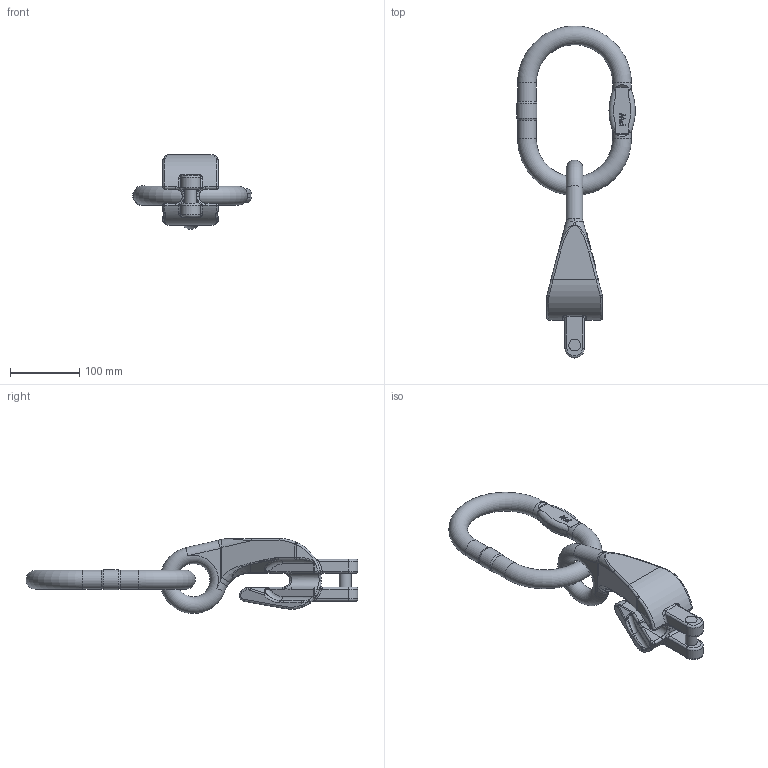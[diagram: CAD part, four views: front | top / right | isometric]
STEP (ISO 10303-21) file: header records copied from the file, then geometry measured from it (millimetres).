
FILE_DESCRIPTION(/* description */ (''),/* implementation_level */ '2;1');
FILE_NAME(/* name */ 'VMXKW1-16 Kundenmodell.stp',/* time_stamp */ '2017-11-08T16:06:20+01:00',/* author */ (''),/* organization */ (''),/* preprocessor_version */ 'ST-DEVELOPER v16',/* originating_system */ 'SIEMENS PLM Software NX 11.0',/* authorisation */ '');
FILE_SCHEMA (('AUTOMOTIVE_DESIGN { 1 0 10303 214 3 1 1 1 }'));
Length unit declared in the file: millimetre
Products named in the file (1): zer27EC82323p7a
Bounding box: 170.35 x 477.93 x 107.91 mm (x, y, z)
Volume: 1008432 mm3; surface area: 131258.4 mm2
Topology: 3 solids, 3 shells, 605 faces, 1520 edges, 926 vertices
Faces by surface type: plane 211, extrusion 130, bspline 108, cylinder 96, torus 32, sphere 22, cone 6
Full cylindrical faces by diameter (mm): 17 x3, 27 x4, 29.025 x1
Entity records: 21844 total; most frequent: CARTESIAN_POINT 8566, ORIENTED_EDGE 2958, DIRECTION 2260, EDGE_CURVE 1479, VERTEX_POINT 920, VECTOR 756, AXIS2_PLACEMENT_3D 752, EDGE_LOOP 651
